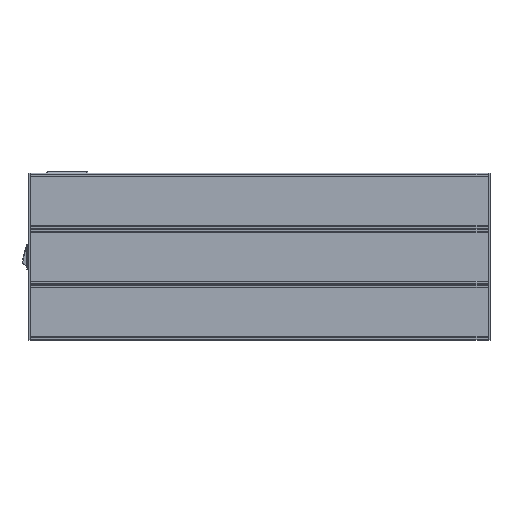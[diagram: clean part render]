
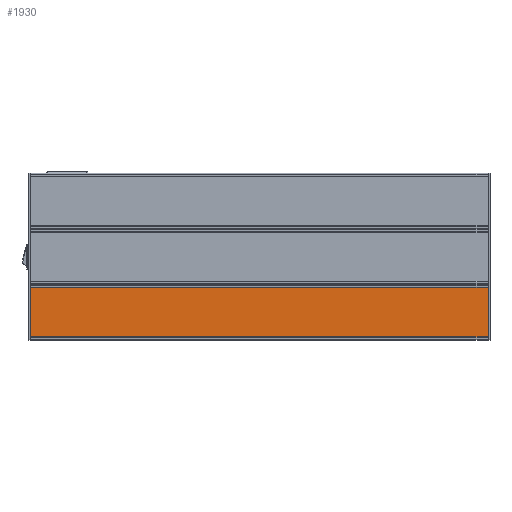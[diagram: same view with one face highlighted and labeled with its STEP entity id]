
A CAD part, front view. The second image highlights one B-rep face of the part: STEP entity #1930.
In plain terms, the highlighted planar face has unit normal (0, -1, 0).
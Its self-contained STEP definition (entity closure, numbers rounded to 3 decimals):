
#1930=ADVANCED_FACE('',(#3269),#13183,.T.);
#3269=FACE_OUTER_BOUND('',#4756,.F.);
#4756=EDGE_LOOP('',(#6964,#6965,#6966,#6967));
#6964=ORIENTED_EDGE('',*,*,#25112,.T.);
#6965=ORIENTED_EDGE('',*,*,#24888,.F.);
#6966=ORIENTED_EDGE('',*,*,#25111,.T.);
#6967=ORIENTED_EDGE('',*,*,#24887,.F.);
#13183=PLANE('',#32692);
#20713=LINE('',#43309,#22583);
#20714=LINE('',#43310,#22584);
#20901=LINE('',#43533,#22771);
#20902=LINE('',#43534,#22772);
#22583=VECTOR('',#34686,576.5);
#22584=VECTOR('',#34687,576.5);
#22771=VECTOR('',#34946,62.);
#22772=VECTOR('',#34947,62.);
#24887=EDGE_CURVE('',#30698,#30912,#20713,.T.);
#24888=EDGE_CURVE('',#30910,#30697,#20714,.T.);
#25111=EDGE_CURVE('',#30910,#30912,#20901,.T.);
#25112=EDGE_CURVE('',#30698,#30697,#20902,.T.);
#30697=VERTEX_POINT('',#42276);
#30698=VERTEX_POINT('',#42277);
#30910=VERTEX_POINT('',#42489);
#30912=VERTEX_POINT('',#42491);
#32692=AXIS2_PLACEMENT_3D('',#52442,#38138,#38139);
#34686=DIRECTION('',(1.,0.,0.));
#34687=DIRECTION('',(-1.,0.,0.));
#34946=DIRECTION('',(0.,0.,-1.));
#34947=DIRECTION('',(0.,0.,1.));
#38138=DIRECTION('',(0.,-1.,0.));
#38139=DIRECTION('',(1.,0.,0.));
#42276=CARTESIAN_POINT('',(0.,1.3,-144.));
#42277=CARTESIAN_POINT('',(0.,1.3,-206.));
#42489=CARTESIAN_POINT('',(576.5,1.3,-144.));
#42491=CARTESIAN_POINT('',(576.5,1.3,-206.));
#43309=CARTESIAN_POINT('',(0.,1.3,-206.));
#43310=CARTESIAN_POINT('',(576.5,1.3,-144.));
#43533=CARTESIAN_POINT('',(576.5,1.3,-144.));
#43534=CARTESIAN_POINT('',(0.,1.3,-206.));
#52442=CARTESIAN_POINT('',(-5.765,1.3,-211.765));
